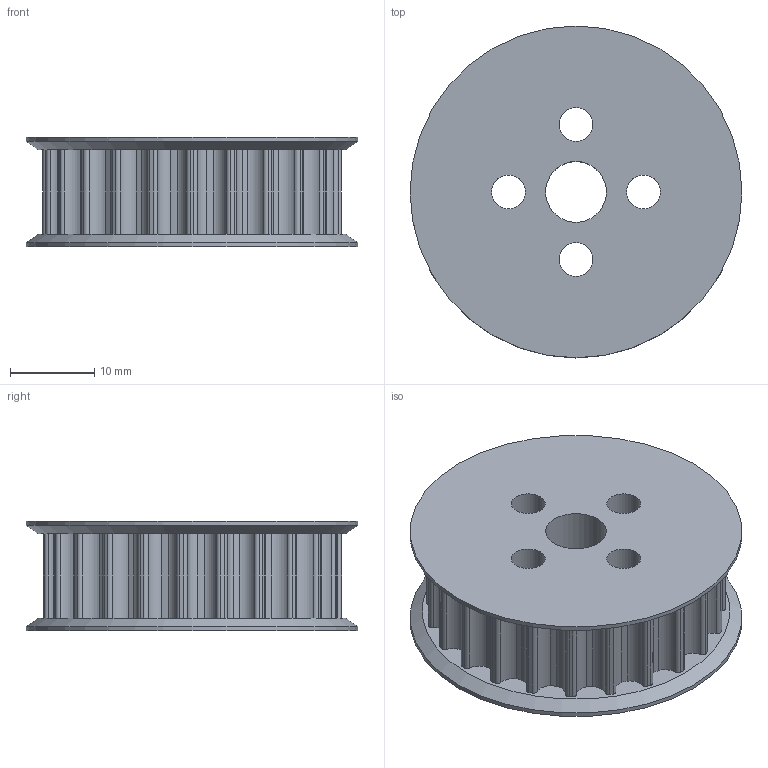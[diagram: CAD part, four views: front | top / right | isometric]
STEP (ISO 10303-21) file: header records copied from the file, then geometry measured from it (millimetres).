
FILE_DESCRIPTION(/* description */ ('STEP AP242 Edition 2'),/* implementation_level */ '2;1');
FILE_NAME(/* name */ '',/* time_stamp */ '2025-12-24T19:25:23+03:00',/* author */ ('Phantom'),/* organization */ (''),/* preprocessor_version */ 'ST-DEVELOPER v20.1',/* originating_system */ 'Autodesk Inventor 2026',/* authorisation */ ' ');
FILE_SCHEMA (('AUTOMOTIVE_DESIGN { 1 0 10303 214 3 1 1 }'));
Length unit declared in the file: millimetre
Products named in the file (1): шкив 10мм
Bounding box: 39.32 x 39.32 x 13 mm (x, y, z)
Volume: 10847.3 mm3; surface area: 5674 mm2
Topology: 1 solids, 1 shells, 151 faces, 441 edges, 294 vertices
Faces by surface type: cylinder 145, plane 4, cone 2
Full cylindrical faces by diameter (mm): 4 x4, 7.2 x1, 39.318 x2
Entity records: 5261 total; most frequent: DIRECTION 1039, CARTESIAN_POINT 887, ORIENTED_EDGE 882, AXIS2_PLACEMENT_3D 446, EDGE_CURVE 441, CIRCLE 294, VERTEX_POINT 294, EDGE_LOOP 163
